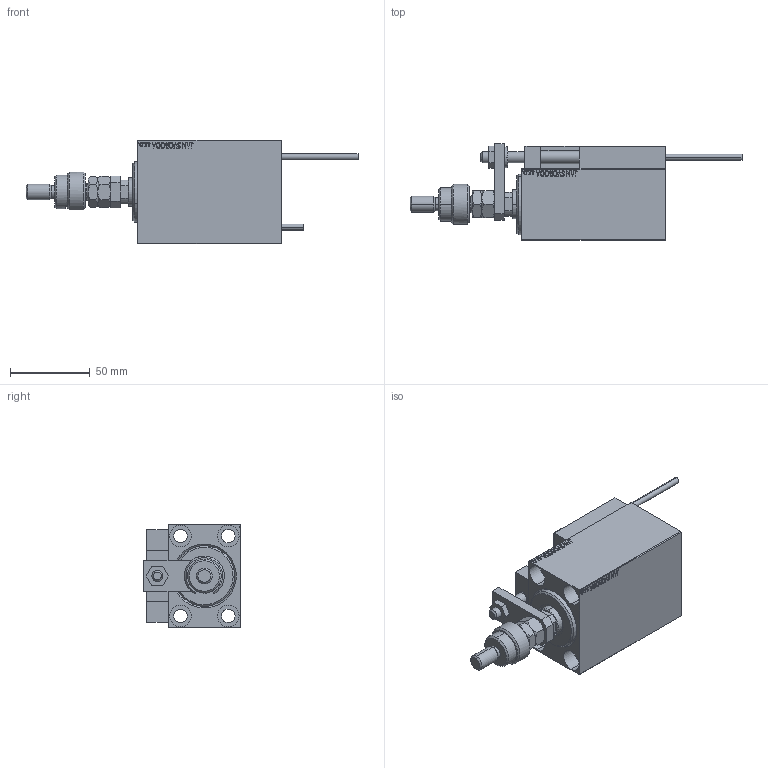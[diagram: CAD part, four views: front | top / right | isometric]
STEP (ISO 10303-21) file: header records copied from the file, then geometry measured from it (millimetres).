
FILE_DESCRIPTION (( 'STEP AP203' ), '1' );
FILE_NAME ('ef9f.STEP', '2022-04-17T00:26:13', ( '' ), ( '' ), 'SwSTEP 2.0', 'SolidWorks 2019', '' );
FILE_SCHEMA (( 'CONFIG_CONTROL_DESIGN' ));
Length unit declared in the file: millimetre
Products named in the file (18): KONCOVKA 0b74fdb16652da6ddef175a82869bec7; Block 0b74fdb16652da6ddef175a82869bec7; MAGNET 0b74fdb16652da6ddef175a82869bec7; V450CM_VC_B 0b74fdb16652da6ddef175a82869bec7; X_Y_DFA 0b74fdb16652da6ddef175a82869bec7; ef9f; V450CM_C_VCP 0b74fdb16652da6ddef175a82869bec7; FEMALE_PART_FOR_DFA 0b74fdb16652da6ddef175a82869bec7; SWITCH_X_FRONT_BACK 0b74fdb16652da6ddef175a82869bec7; SWITCH X 0b74fdb16652da6ddef175a82869bec7; ALLEN BOLT D5 0b74fdb16652da6ddef175a82869bec7; ALLEN BOLT D8 0b74fdb16652da6ddef175a82869bec7; MFA 0b74fdb16652da6ddef175a82869bec7; SWITCH DIM B,W 0b74fdb16652da6ddef175a82869bec7; V450CM_C_Body 0b74fdb16652da6ddef175a82869bec7; TYC_L79 0b74fdb16652da6ddef175a82869bec7; ZARAZKA 0b74fdb16652da6ddef175a82869bec7; NUT_D12 0b74fdb16652da6ddef175a82869bec7
Assembly tree (27 placements, depth 3):
  ef9f
    V450CM_C_Body 0b74fdb16652da6ddef175a82869bec7
    SWITCH X 0b74fdb16652da6ddef175a82869bec7
      SWITCH_X_FRONT_BACK 0b74fdb16652da6ddef175a82869bec7  x2
      TYC_L79 0b74fdb16652da6ddef175a82869bec7
      Block 0b74fdb16652da6ddef175a82869bec7  x2
      ALLEN BOLT D5 0b74fdb16652da6ddef175a82869bec7  x4
      ALLEN BOLT D8 0b74fdb16652da6ddef175a82869bec7  x4
      MAGNET 0b74fdb16652da6ddef175a82869bec7  x2
      KONCOVKA 0b74fdb16652da6ddef175a82869bec7  x2
    NUT_D12 0b74fdb16652da6ddef175a82869bec7
    SWITCH DIM B,W 0b74fdb16652da6ddef175a82869bec7
    ZARAZKA 0b74fdb16652da6ddef175a82869bec7
    V450CM_C_VCP 0b74fdb16652da6ddef175a82869bec7
    V450CM_VC_B 0b74fdb16652da6ddef175a82869bec7
    X_Y_DFA 0b74fdb16652da6ddef175a82869bec7
      FEMALE_PART_FOR_DFA 0b74fdb16652da6ddef175a82869bec7
      MFA 0b74fdb16652da6ddef175a82869bec7
Bounding box: 208 x 60.5 x 65 mm (x, y, z)
Volume: 285512.7 mm3; surface area: 82122 mm2
Topology: 25 solids, 25 shells, 1363 faces, 3246 edges, 2063 vertices
Faces by surface type: plane 588, bspline 380, cylinder 197, cone 146, torus 48, sphere 4
Entity records: 52912 total; most frequent: CARTESIAN_POINT 26603, ORIENTED_EDGE 5512, DIRECTION 3830, EDGE_CURVE 2756, VERTEX_POINT 1787, LINE 1538, VECTOR 1538, EDGE_LOOP 1275
